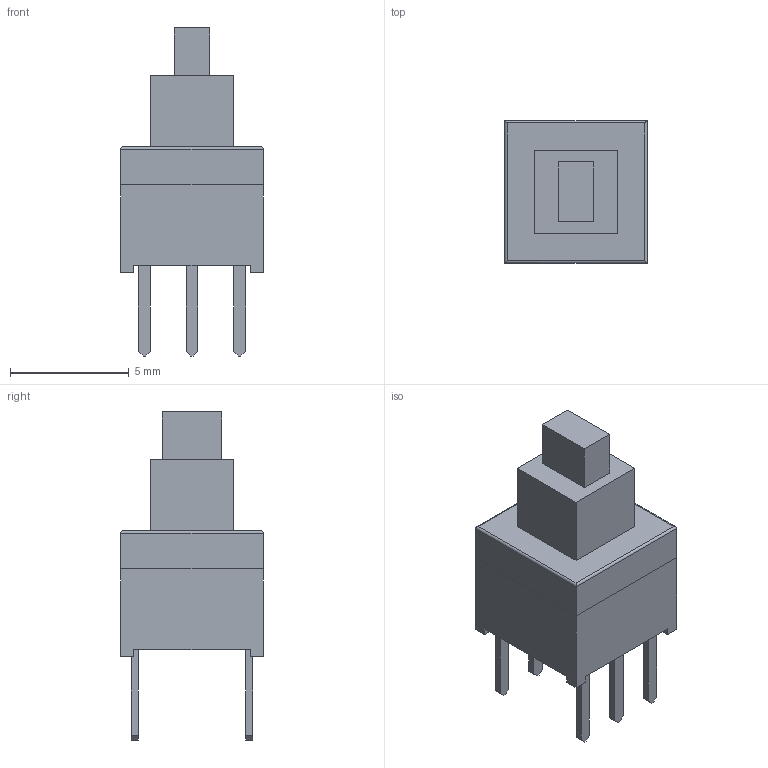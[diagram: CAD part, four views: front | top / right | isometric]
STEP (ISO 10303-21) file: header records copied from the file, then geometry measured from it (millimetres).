
FILE_DESCRIPTION(/* description */ (''),/* implementation_level */ '2;1');
FILE_NAME(/* name */ '6开关.stp',/* time_stamp */ '2018-03-22T11:54:28+08:00',/* author */ (''),/* organization */ (''),/* preprocessor_version */ 'ST-DEVELOPER v16',/* originating_system */ 'SIEMENS PLM Software NX 10.0',/* authorisation */ '');
FILE_SCHEMA (('AUTOMOTIVE_DESIGN { 1 0 10303 214 3 1 1 1 }'));
Length unit declared in the file: millimetre
Products named in the file (1): 6开关
Bounding box: 6 x 6 x 13.8 mm (x, y, z)
Volume: 226.4 mm3; surface area: 392 mm2
Topology: 9 solids, 9 shells, 96 faces, 223 edges, 146 vertices
Faces by surface type: plane 92, cylinder 4
Entity records: 2733 total; most frequent: CARTESIAN_POINT 466, ORIENTED_EDGE 446, DIRECTION 421, EDGE_CURVE 223, LINE 219, VECTOR 219, VERTEX_POINT 146, AXIS2_PLACEMENT_3D 101
